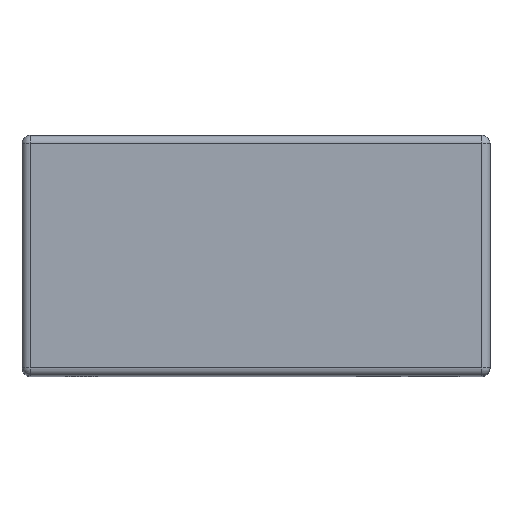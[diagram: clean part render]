
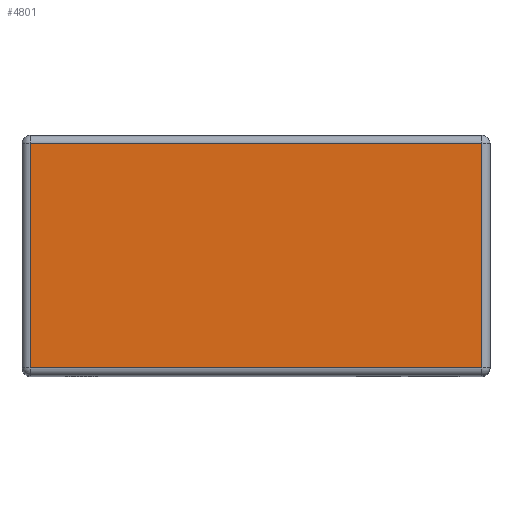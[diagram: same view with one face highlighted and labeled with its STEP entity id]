
A CAD part, top view. The second image highlights one B-rep face of the part: STEP entity #4801.
In plain terms, the highlighted planar face has unit normal (0, 0, 1).
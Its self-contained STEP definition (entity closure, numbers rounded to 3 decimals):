
#260 = CARTESIAN_POINT ( 'NONE',  ( 0., -2.8, 10. ) ) ;
#404 = DIRECTION ( 'NONE',  ( -1., 0., 0. ) ) ;
#1368 = VECTOR ( 'NONE', #404, 1000. ) ;
#1428 = LINE ( 'NONE', #2220, #3047 ) ;
#2220 = CARTESIAN_POINT ( 'NONE',  ( -5.64, 0., 10. ) ) ;
#2281 = EDGE_CURVE ( 'NONE', #9522, #9575, #3554, .T. ) ;
#2352 = ORIENTED_EDGE ( 'NONE', *, *, #10111, .T. ) ;
#3047 = VECTOR ( 'NONE', #11189, 1000. ) ;
#3554 = LINE ( 'NONE', #5355, #1368 ) ;
#3557 = VECTOR ( 'NONE', #10423, 1000. ) ;
#4122 = CARTESIAN_POINT ( 'NONE',  ( 5.64, 0., 10. ) ) ;
#4283 = DIRECTION ( 'NONE',  ( 0., 0., -1. ) ) ;
#4491 = CARTESIAN_POINT ( 'NONE',  ( -5.64, 2.8, 10. ) ) ;
#4801 = ADVANCED_FACE ( 'NONE', ( #6186 ), #10914, .F. ) ;
#5355 = CARTESIAN_POINT ( 'NONE',  ( 0., 2.8, 10. ) ) ;
#5973 = EDGE_CURVE ( 'NONE', #7926, #9522, #11291, .T. ) ;
#6186 = FACE_OUTER_BOUND ( 'NONE', #11672, .T. ) ;
#6257 = VERTEX_POINT ( 'NONE', #8025 ) ;
#6614 = EDGE_CURVE ( 'NONE', #9575, #6257, #1428, .T. ) ;
#7255 = LINE ( 'NONE', #260, #3557 ) ;
#7485 = CARTESIAN_POINT ( 'NONE',  ( 5.64, -2.8, 10. ) ) ;
#7625 = AXIS2_PLACEMENT_3D ( 'NONE', #9210, #4283, #8205 ) ;
#7926 = VERTEX_POINT ( 'NONE', #7485 ) ;
#8025 = CARTESIAN_POINT ( 'NONE',  ( -5.64, -2.8, 10. ) ) ;
#8205 = DIRECTION ( 'NONE',  ( -1., 0., 0. ) ) ;
#8631 = ORIENTED_EDGE ( 'NONE', *, *, #5973, .T. ) ;
#9101 = DIRECTION ( 'NONE',  ( 0., 1., 0. ) ) ;
#9210 = CARTESIAN_POINT ( 'NONE',  ( 0., 0., 10. ) ) ;
#9476 = VECTOR ( 'NONE', #9101, 1000. ) ;
#9522 = VERTEX_POINT ( 'NONE', #11032 ) ;
#9568 = ORIENTED_EDGE ( 'NONE', *, *, #6614, .T. ) ;
#9575 = VERTEX_POINT ( 'NONE', #4491 ) ;
#10111 = EDGE_CURVE ( 'NONE', #6257, #7926, #7255, .T. ) ;
#10423 = DIRECTION ( 'NONE',  ( 1., 0., 0. ) ) ;
#10866 = ORIENTED_EDGE ( 'NONE', *, *, #2281, .T. ) ;
#10914 = PLANE ( 'NONE',  #7625 ) ;
#11032 = CARTESIAN_POINT ( 'NONE',  ( 5.64, 2.8, 10. ) ) ;
#11189 = DIRECTION ( 'NONE',  ( 0., -1., 0. ) ) ;
#11291 = LINE ( 'NONE', #4122, #9476 ) ;
#11672 = EDGE_LOOP ( 'NONE', ( #9568, #2352, #8631, #10866 ) ) ;
